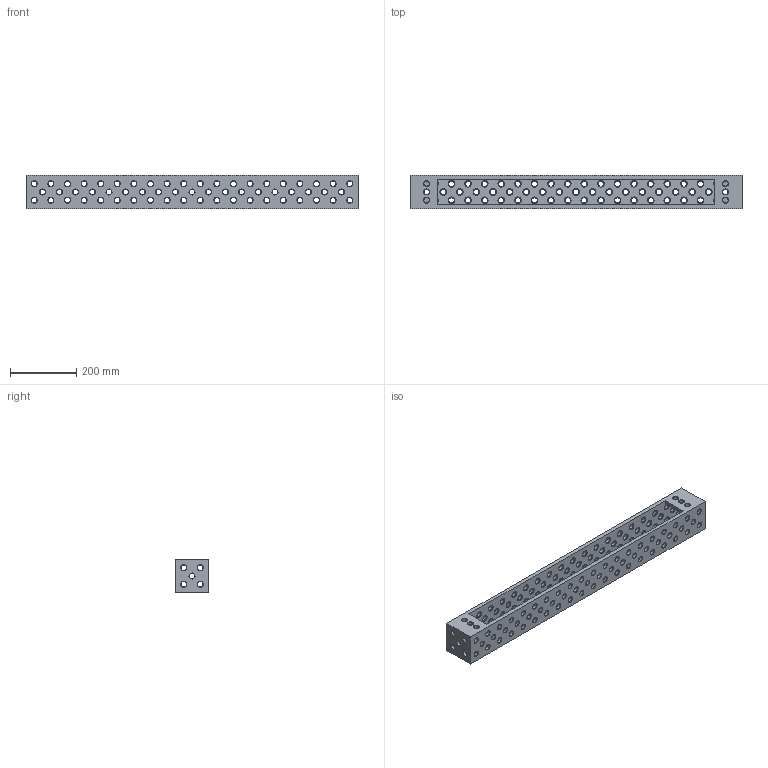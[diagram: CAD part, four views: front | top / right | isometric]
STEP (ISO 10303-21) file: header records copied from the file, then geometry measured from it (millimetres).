
FILE_DESCRIPTION(('STEP AP214'),'1');
FILE_NAME('160370.STP','2011-09-06T08:15:58',(' '),(' '),'Spatial InterOp 3D',' ',' ');
FILE_SCHEMA(('automotive_design'));
Length unit declared in the file: millimetre
Products named in the file (1): Quader
Bounding box: 1000 x 100 x 100 mm (x, y, z)
Volume: 3103078.7 mm3; surface area: 645940.4 mm2
Topology: 1 solids, 1 shells, 1171 faces, 2734 edges, 1566 vertices
Faces by surface type: cone 770, cylinder 386, plane 15
Entity records: 43354 total; most frequent: DIRECTION 6620, CARTESIAN_POINT 5472, ORIENTED_EDGE 5468, EDGE_CURVE 2734, AXIS2_PLACEMENT_3D 2714, VERTEX_POINT 1566, EDGE_LOOP 1558, CIRCLE 1542
